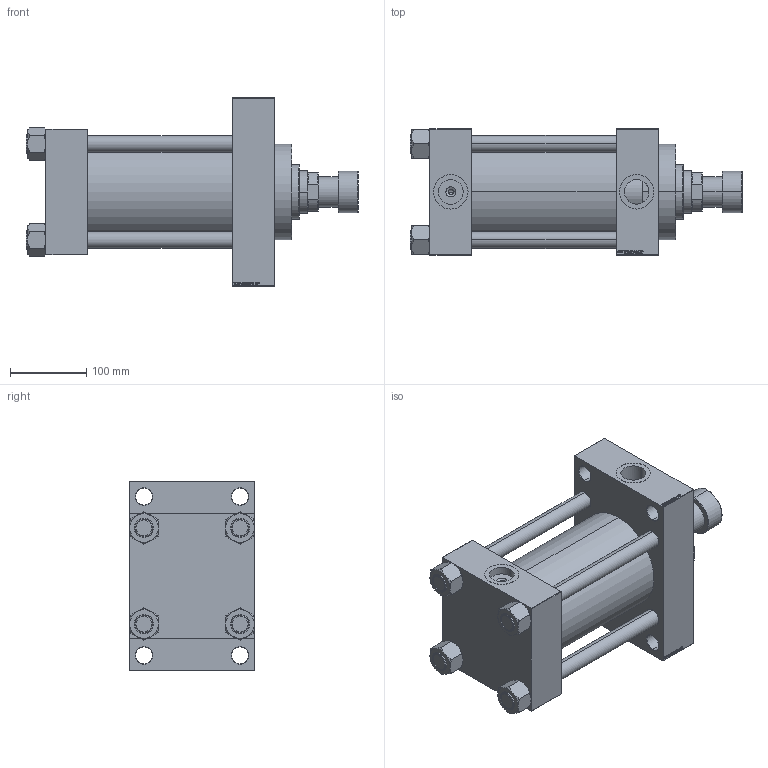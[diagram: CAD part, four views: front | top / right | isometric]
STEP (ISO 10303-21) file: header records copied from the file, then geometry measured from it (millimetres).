
FILE_DESCRIPTION (( 'STEP AP203' ), '1' );
FILE_NAME ('c5df.STEP', '2025-09-10T07:24:36', ( '' ), ( '' ), 'SwSTEP 2.0', 'SolidWorks 2019', '' );
FILE_SCHEMA (( 'CONFIG_CONTROL_DESIGN' ));
Length unit declared in the file: millimetre
Products named in the file (7): V215CD_D_TYCINKA ed6536082ccb55ec257577d2c13e9be8; c5df; V215CD_D_Body ed6536082ccb55ec257577d2c13e9be8; V215CR_ROD_END_F ed6536082ccb55ec257577d2c13e9be8; V215CD_VC_A ed6536082ccb55ec257577d2c13e9be8; V215CD_NUT_M5_D ed6536082ccb55ec257577d2c13e9be8; V215CD_VCP_D ed6536082ccb55ec257577d2c13e9be8
Assembly tree (12 placements, depth 2):
  c5df
    V215CD_D_Body ed6536082ccb55ec257577d2c13e9be8
    V215CD_VC_A ed6536082ccb55ec257577d2c13e9be8
    V215CD_VCP_D ed6536082ccb55ec257577d2c13e9be8
    V215CD_D_TYCINKA ed6536082ccb55ec257577d2c13e9be8  x4
    V215CD_NUT_M5_D ed6536082ccb55ec257577d2c13e9be8  x4
    V215CR_ROD_END_F ed6536082ccb55ec257577d2c13e9be8
Bounding box: 435 x 165 x 247 mm (x, y, z)
Volume: 5561674.5 mm3; surface area: 678545.2 mm2
Topology: 12 solids, 12 shells, 1162 faces, 2931 edges, 1905 vertices
Faces by surface type: plane 548, bspline 368, cone 144, cylinder 90, torus 12
Entity records: 48158 total; most frequent: CARTESIAN_POINT 25288, ORIENTED_EDGE 5126, DIRECTION 3327, EDGE_CURVE 2563, VERTEX_POINT 1683, LINE 1531, VECTOR 1531, EDGE_LOOP 1138
